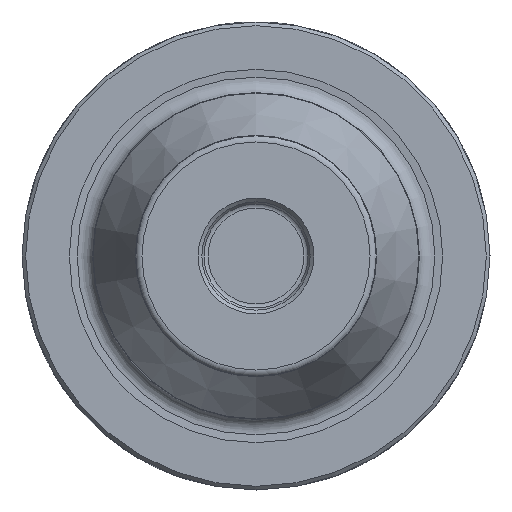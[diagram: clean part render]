
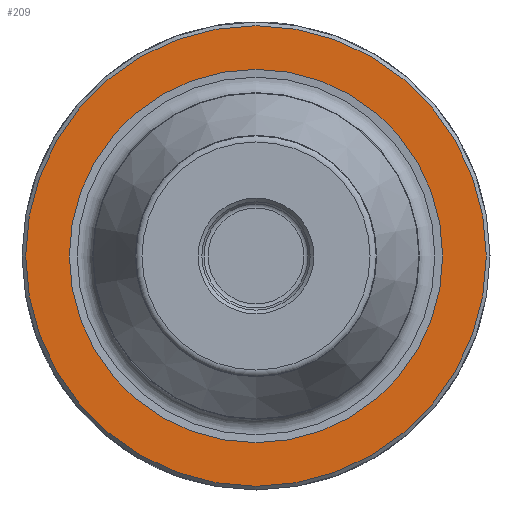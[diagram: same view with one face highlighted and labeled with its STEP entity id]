
A CAD part, left-side view. The second image highlights one B-rep face of the part: STEP entity #209.
In plain terms, the highlighted planar face has unit normal (-1, 0, 0).
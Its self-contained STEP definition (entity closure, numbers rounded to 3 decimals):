
#209=ADVANCED_FACE('',(#313,#314),#227,.F.);
#227=PLANE('',#851);
#313=FACE_BOUND('',#401,.T.);
#314=FACE_BOUND('',#402,.T.);
#401=EDGE_LOOP('',(#569));
#402=EDGE_LOOP('',(#570));
#569=ORIENTED_EDGE('',*,*,#713,.T.);
#570=ORIENTED_EDGE('',*,*,#723,.F.);
#629=VERTEX_POINT('',#2037);
#639=VERTEX_POINT('',#2067);
#713=EDGE_CURVE('',#629,#629,#742,.T.);
#723=EDGE_CURVE('',#639,#639,#752,.T.);
#742=CIRCLE('',#829,31.);
#752=CIRCLE('',#849,25.13);
#829=AXIS2_PLACEMENT_3D('',#2036,#1011,#1012);
#849=AXIS2_PLACEMENT_3D('',#2066,#1051,#1052);
#851=AXIS2_PLACEMENT_3D('',#2069,#1055,#1056);
#1011=DIRECTION('',(-1.,0.,0.));
#1012=DIRECTION('',(0.,0.,-1.));
#1051=DIRECTION('',(-1.,0.,0.));
#1052=DIRECTION('',(0.,0.,-1.));
#1055=DIRECTION('',(1.,0.,0.));
#1056=DIRECTION('',(0.,0.,-1.));
#2036=CARTESIAN_POINT('',(78.,0.,0.));
#2037=CARTESIAN_POINT('',(78.,0.,-31.));
#2066=CARTESIAN_POINT('',(78.,0.,0.));
#2067=CARTESIAN_POINT('',(78.,0.,-25.13));
#2069=CARTESIAN_POINT('',(78.,25.13,0.));
